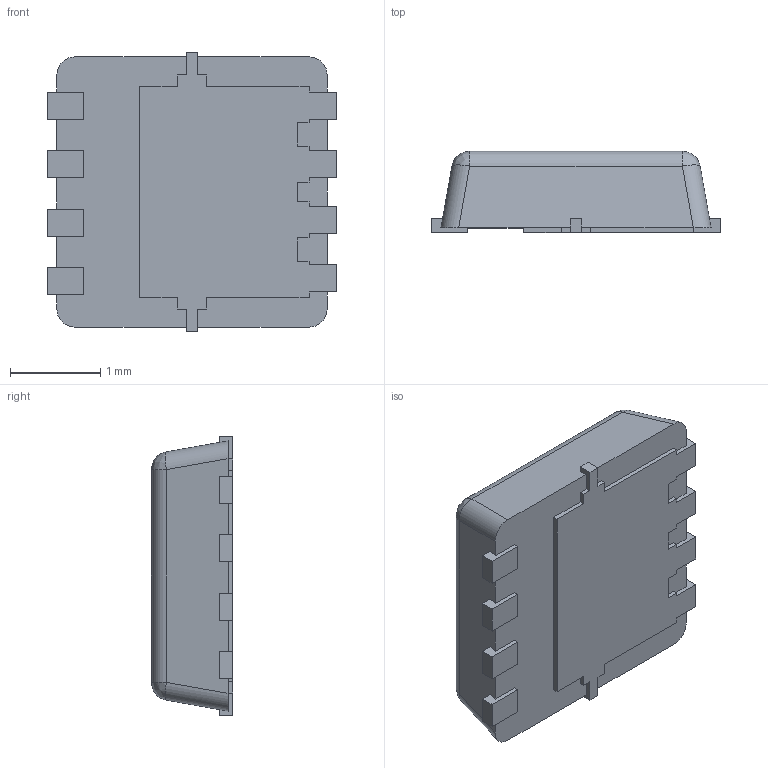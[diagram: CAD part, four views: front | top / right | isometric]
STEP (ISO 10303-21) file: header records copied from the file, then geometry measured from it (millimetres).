
FILE_DESCRIPTION (( 'STEP AP214' ), '1' );
FILE_NAME ('AON7262E.STEP', '2025-02-09T13:25:48', ( '' ), ( '' ), 'SwSTEP 2.0', 'SolidWorks 2024', '' );
FILE_SCHEMA (( 'AUTOMOTIVE_DESIGN' ));
Length unit declared in the file: millimetre
Products named in the file (8): AONR21321_2; AONR21321_4; AON7262E; AONR21321_3; AONR21321_5; AONR21321; AONR21321_1; AONR21321_6
Assembly tree (7 placements, depth 2):
  AON7262E
    AONR21321
    AONR21321_6
    AONR21321_4
    AONR21321_1
    AONR21321_2
    AONR21321_3
    AONR21321_5
Bounding box: 3.2 x 0.9 x 3.1 mm (x, y, z)
Volume: 7.1 mm3; surface area: 40 mm2
Topology: 7 solids, 7 shells, 163 faces, 432 edges, 284 vertices
Faces by surface type: plane 147, cylinder 12, bspline 4
Entity records: 5247 total; most frequent: CARTESIAN_POINT 961, ORIENTED_EDGE 864, DIRECTION 786, EDGE_CURVE 432, VECTOR 408, LINE 408, VERTEX_POINT 284, AXIS2_PLACEMENT_3D 189
